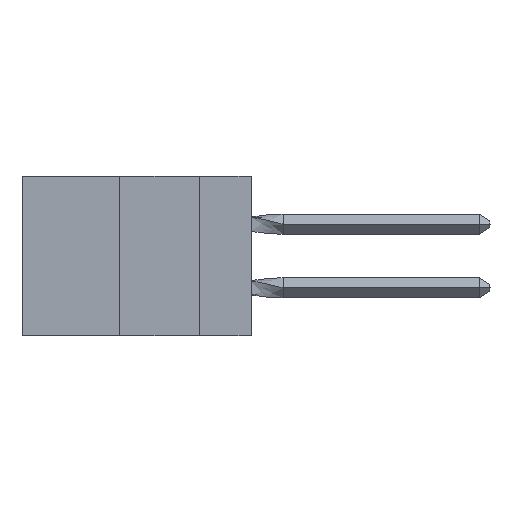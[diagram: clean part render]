
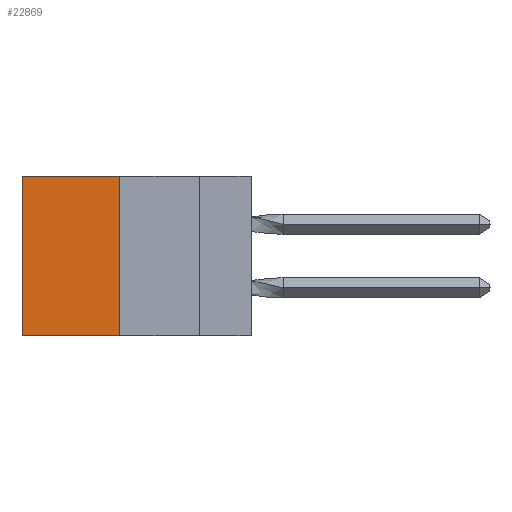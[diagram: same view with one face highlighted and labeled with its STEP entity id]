
A CAD part, left-side view. The second image highlights one B-rep face of the part: STEP entity #22869.
In plain terms, the highlighted planar face has unit normal (-1, 0, 0).
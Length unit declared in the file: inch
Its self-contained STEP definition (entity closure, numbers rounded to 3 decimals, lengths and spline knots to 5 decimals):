
#1457 = LINE ( 'NONE', #31373, #26412 ) ;
#1665 = CARTESIAN_POINT ( 'NONE',  ( 0.305, 0.413, -0.5 ) ) ;
#1991 = DIRECTION ( 'NONE',  ( 1., 0., 0. ) ) ;
#4200 = EDGE_CURVE ( 'NONE', #9168, #31194, #7645, .T. ) ;
#5800 = EDGE_CURVE ( 'NONE', #31194, #23338, #1457, .T. ) ;
#6048 = CARTESIAN_POINT ( 'NONE',  ( 0.305, 0.413, 0. ) ) ;
#7645 = LINE ( 'NONE', #32677, #9650 ) ;
#9168 = VERTEX_POINT ( 'NONE', #6048 ) ;
#9650 = VECTOR ( 'NONE', #15073, 39.37008 ) ;
#12135 = AXIS2_PLACEMENT_3D ( 'NONE', #1665, #1991, #22234 ) ;
#13177 = ORIENTED_EDGE ( 'NONE', *, *, #19279, .F. ) ;
#14811 = FACE_OUTER_BOUND ( 'NONE', #19413, .T. ) ;
#15073 = DIRECTION ( 'NONE',  ( 0., 1., 0. ) ) ;
#15844 = CARTESIAN_POINT ( 'NONE',  ( 0.305, 0.72, 0. ) ) ;
#16228 = VECTOR ( 'NONE', #24870, 39.37008 ) ;
#16399 = EDGE_CURVE ( 'NONE', #9168, #33081, #22835, .T. ) ;
#17607 = LINE ( 'NONE', #19664, #25218 ) ;
#19063 = ORIENTED_EDGE ( 'NONE', *, *, #4200, .T. ) ;
#19279 = EDGE_CURVE ( 'NONE', #33081, #23338, #17607, .T. ) ;
#19413 = EDGE_LOOP ( 'NONE', ( #27298, #13177, #28970, #19063 ) ) ;
#19664 = CARTESIAN_POINT ( 'NONE',  ( 0.305, 0.413, -0.5 ) ) ;
#22234 = DIRECTION ( 'NONE',  ( 0., 0., -1. ) ) ;
#22334 = PLANE ( 'NONE',  #12135 ) ;
#22447 = DIRECTION ( 'NONE',  ( 0., 1., 0. ) ) ;
#22835 = LINE ( 'NONE', #33061, #16228 ) ;
#22869 = ADVANCED_FACE ( 'NONE', ( #14811 ), #22334, .F. ) ;
#23338 = VERTEX_POINT ( 'NONE', #28436 ) ;
#23451 = DIRECTION ( 'NONE',  ( 0., 0., -1. ) ) ;
#23702 = CARTESIAN_POINT ( 'NONE',  ( 0.305, 0.413, -0.5 ) ) ;
#24870 = DIRECTION ( 'NONE',  ( 0., 0., -1. ) ) ;
#25218 = VECTOR ( 'NONE', #22447, 39.37008 ) ;
#26412 = VECTOR ( 'NONE', #23451, 39.37008 ) ;
#27298 = ORIENTED_EDGE ( 'NONE', *, *, #5800, .T. ) ;
#28436 = CARTESIAN_POINT ( 'NONE',  ( 0.305, 0.72, -0.5 ) ) ;
#28970 = ORIENTED_EDGE ( 'NONE', *, *, #16399, .F. ) ;
#31194 = VERTEX_POINT ( 'NONE', #15844 ) ;
#31373 = CARTESIAN_POINT ( 'NONE',  ( 0.305, 0.72, -0.5 ) ) ;
#32677 = CARTESIAN_POINT ( 'NONE',  ( 0.305, 0.413, 0. ) ) ;
#33061 = CARTESIAN_POINT ( 'NONE',  ( 0.305, 0.413, -0.5 ) ) ;
#33081 = VERTEX_POINT ( 'NONE', #23702 ) ;
